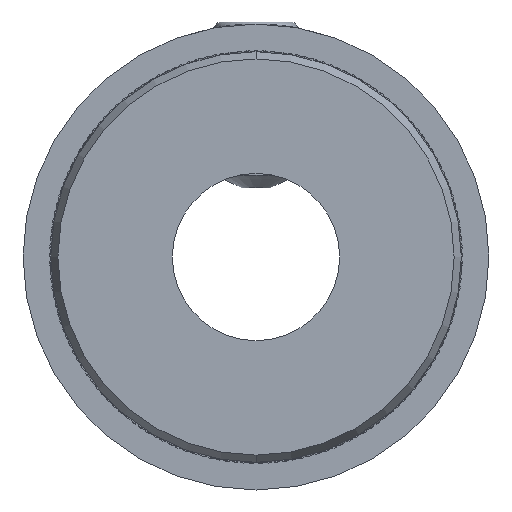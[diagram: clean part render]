
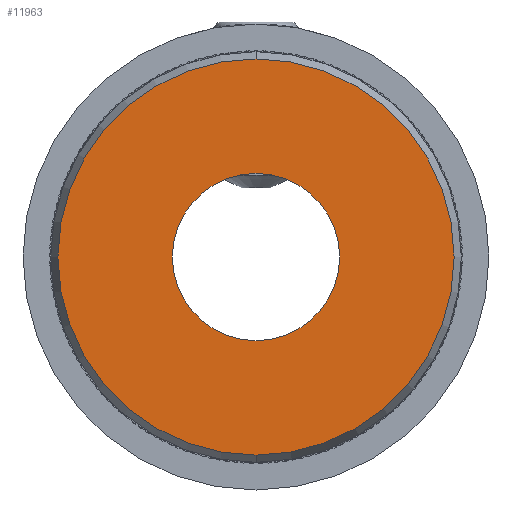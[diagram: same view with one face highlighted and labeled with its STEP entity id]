
A CAD part, front view. The second image highlights one B-rep face of the part: STEP entity #11963.
In plain terms, the highlighted planar face has unit normal (0, -1, 0).
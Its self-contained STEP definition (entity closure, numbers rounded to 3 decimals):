
#1340 = AXIS2_PLACEMENT_3D ( 'NONE', #15070, #13384, #5929 ) ;
#1434 = CARTESIAN_POINT ( 'NONE',  ( 0., -9.215, 14.328 ) ) ;
#1739 = CIRCLE ( 'NONE', #1340, 6.05 ) ;
#2589 = FACE_BOUND ( 'NONE', #10283, .T. ) ;
#3271 = CIRCLE ( 'NONE', #6320, 14.328 ) ;
#3439 = DIRECTION ( 'NONE',  ( 0., 0., 1. ) ) ;
#3595 = DIRECTION ( 'NONE',  ( 0., 0., 1. ) ) ;
#3651 = VERTEX_POINT ( 'NONE', #9258 ) ;
#4616 = VERTEX_POINT ( 'NONE', #10352 ) ;
#4662 = VERTEX_POINT ( 'NONE', #1434 ) ;
#5230 = CARTESIAN_POINT ( 'NONE',  ( 0., -9.215, 0. ) ) ;
#5493 = ORIENTED_EDGE ( 'NONE', *, *, #22068, .T. ) ;
#5929 = DIRECTION ( 'NONE',  ( 0., 0., 1. ) ) ;
#5931 = CARTESIAN_POINT ( 'NONE',  ( 0., -9.215, -14.328 ) ) ;
#6024 = DIRECTION ( 'NONE',  ( 0., 0., 1. ) ) ;
#6320 = AXIS2_PLACEMENT_3D ( 'NONE', #5230, #12473, #3439 ) ;
#9258 = CARTESIAN_POINT ( 'NONE',  ( 0., -9.215, -6.05 ) ) ;
#9499 = DIRECTION ( 'NONE',  ( 0., 0., -1. ) ) ;
#10283 = EDGE_LOOP ( 'NONE', ( #5493, #12801 ) ) ;
#10352 = CARTESIAN_POINT ( 'NONE',  ( 0., -9.215, 6.05 ) ) ;
#10461 = AXIS2_PLACEMENT_3D ( 'NONE', #20608, #22290, #6024 ) ;
#10741 = ORIENTED_EDGE ( 'NONE', *, *, #17749, .F. ) ;
#11674 = EDGE_CURVE ( 'NONE', #3651, #4616, #21448, .T. ) ;
#11963 = ADVANCED_FACE ( 'NONE', ( #2589, #18869 ), #20525, .T. ) ;
#12031 = VERTEX_POINT ( 'NONE', #5931 ) ;
#12473 = DIRECTION ( 'NONE',  ( 0., 1., 0. ) ) ;
#12801 = ORIENTED_EDGE ( 'NONE', *, *, #11674, .T. ) ;
#13384 = DIRECTION ( 'NONE',  ( 0., 1., 0. ) ) ;
#15024 = AXIS2_PLACEMENT_3D ( 'NONE', #16727, #20765, #9499 ) ;
#15070 = CARTESIAN_POINT ( 'NONE',  ( 0., -9.215, 0. ) ) ;
#15259 = ORIENTED_EDGE ( 'NONE', *, *, #21917, .F. ) ;
#15633 = AXIS2_PLACEMENT_3D ( 'NONE', #19647, #16076, #3595 ) ;
#16076 = DIRECTION ( 'NONE',  ( 0., 1., 0. ) ) ;
#16727 = CARTESIAN_POINT ( 'NONE',  ( -14.328, -9.215, 0. ) ) ;
#16775 = CIRCLE ( 'NONE', #15633, 14.328 ) ;
#17749 = EDGE_CURVE ( 'NONE', #4662, #12031, #16775, .T. ) ;
#18500 = EDGE_LOOP ( 'NONE', ( #10741, #15259 ) ) ;
#18869 = FACE_OUTER_BOUND ( 'NONE', #18500, .T. ) ;
#19647 = CARTESIAN_POINT ( 'NONE',  ( 0., -9.215, 0. ) ) ;
#20525 = PLANE ( 'NONE',  #15024 ) ;
#20608 = CARTESIAN_POINT ( 'NONE',  ( 0., -9.215, 0. ) ) ;
#20765 = DIRECTION ( 'NONE',  ( 0., -1., 0. ) ) ;
#21448 = CIRCLE ( 'NONE', #10461, 6.05 ) ;
#21917 = EDGE_CURVE ( 'NONE', #12031, #4662, #3271, .T. ) ;
#22068 = EDGE_CURVE ( 'NONE', #4616, #3651, #1739, .T. ) ;
#22290 = DIRECTION ( 'NONE',  ( 0., 1., 0. ) ) ;
